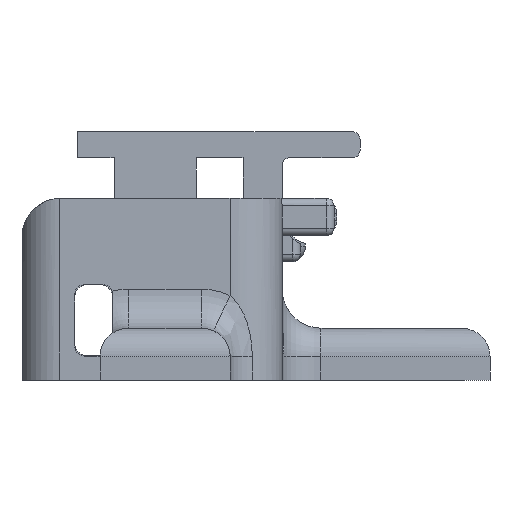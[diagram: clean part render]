
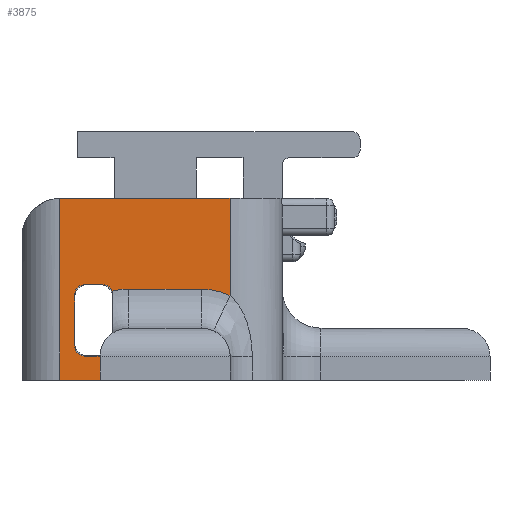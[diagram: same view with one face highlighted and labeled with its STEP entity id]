
A CAD part, left-side view. The second image highlights one B-rep face of the part: STEP entity #3875.
In plain terms, the highlighted planar face has unit normal (-1, 0, 0).
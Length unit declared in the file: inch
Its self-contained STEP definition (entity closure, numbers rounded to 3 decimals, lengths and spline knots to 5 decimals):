
#45 = AXIS2_PLACEMENT_3D ( 'NONE', #10805, #4770, #11802 ) ;
#48 = EDGE_CURVE ( 'NONE', #11865, #4696, #8828, .T. ) ;
#143 = ORIENTED_EDGE ( 'NONE', *, *, #12508, .T. ) ;
#208 = CARTESIAN_POINT ( 'NONE',  ( -0.7, 0.50338, -0.21284 ) ) ;
#241 = DIRECTION ( 'NONE',  ( 0., -1., 0. ) ) ;
#270 = DIRECTION ( 'NONE',  ( 1., 0., 0. ) ) ;
#555 = CARTESIAN_POINT ( 'NONE',  ( -0.7, 0.60783, -0.46235 ) ) ;
#671 = VECTOR ( 'NONE', #8646, 39.37008 ) ;
#741 = VERTEX_POINT ( 'NONE', #11081 ) ;
#778 = ORIENTED_EDGE ( 'NONE', *, *, #5349, .T. ) ;
#786 = CIRCLE ( 'NONE', #10240, 0.26 ) ;
#849 = DIRECTION ( 'NONE',  ( 1., 0., 0. ) ) ;
#889 = CIRCLE ( 'NONE', #4914, 0.11 ) ;
#903 = EDGE_CURVE ( 'NONE', #6925, #10572, #3410, .T. ) ;
#1022 = CARTESIAN_POINT ( 'NONE',  ( -0.7, 0.55, -0.555 ) ) ;
#1223 = CARTESIAN_POINT ( 'NONE',  ( -0.7, 0.64783, -0.42235 ) ) ;
#1256 = ORIENTED_EDGE ( 'NONE', *, *, #12298, .T. ) ;
#1283 = VERTEX_POINT ( 'NONE', #11584 ) ;
#1454 = DIRECTION ( 'NONE',  ( 0., 1., 0. ) ) ;
#1479 = EDGE_CURVE ( 'NONE', #741, #11865, #3813, .T. ) ;
#1528 = EDGE_CURVE ( 'NONE', #12650, #2977, #786, .T. ) ;
#1566 = CARTESIAN_POINT ( 'NONE',  ( -0.7, 0.64783, -0.46235 ) ) ;
#1646 = LINE ( 'NONE', #5980, #9097 ) ;
#1740 = VERTEX_POINT ( 'NONE', #12303 ) ;
#1752 = VERTEX_POINT ( 'NONE', #1223 ) ;
#1913 = ORIENTED_EDGE ( 'NONE', *, *, #7969, .F. ) ;
#1926 = VECTOR ( 'NONE', #1454, 39.37008 ) ;
#2046 = DIRECTION ( 'NONE',  ( 0., 0., -1. ) ) ;
#2246 = AXIS2_PLACEMENT_3D ( 'NONE', #5987, #13042, #7010 ) ;
#2293 = CARTESIAN_POINT ( 'NONE',  ( -0.7, 0.64783, -0.46235 ) ) ;
#2518 = ORIENTED_EDGE ( 'NONE', *, *, #12430, .T. ) ;
#2660 = CARTESIAN_POINT ( 'NONE',  ( -0.7, -0.15, 0.145 ) ) ;
#2835 = VERTEX_POINT ( 'NONE', #7973 ) ;
#2977 = VERTEX_POINT ( 'NONE', #9555 ) ;
#3008 = CARTESIAN_POINT ( 'NONE',  ( -0.7, 0., 0. ) ) ;
#3129 = AXIS2_PLACEMENT_3D ( 'NONE', #6359, #270, #7379 ) ;
#3319 = ORIENTED_EDGE ( 'NONE', *, *, #48, .T. ) ;
#3329 = CARTESIAN_POINT ( 'NONE',  ( -0.7, 0.44, -0.465 ) ) ;
#3410 = LINE ( 'NONE', #7661, #8801 ) ;
#3594 = CARTESIAN_POINT ( 'NONE',  ( -0.7, 0.7, -0.005 ) ) ;
#3813 = CIRCLE ( 'NONE', #8225, 0.26 ) ;
#3815 = CARTESIAN_POINT ( 'NONE',  ( -0.7, 0.7, 0.145 ) ) ;
#3837 = EDGE_CURVE ( 'NONE', #1740, #7210, #9283, .T. ) ;
#3875 = ADVANCED_FACE ( 'NONE', ( #11021 ), #5008, .T. ) ;
#4030 = DIRECTION ( 'NONE',  ( 0., 0., 1. ) ) ;
#4075 = EDGE_CURVE ( 'NONE', #7282, #1283, #9129, .T. ) ;
#4192 = VECTOR ( 'NONE', #9447, 39.37008 ) ;
#4344 = DIRECTION ( 'NONE',  ( 0., 0., 1. ) ) ;
#4474 = CARTESIAN_POINT ( 'NONE',  ( -0.7, 0.60783, -0.1871 ) ) ;
#4618 = LINE ( 'NONE', #8523, #1926 ) ;
#4634 = DIRECTION ( 'NONE',  ( 0., 0., 1. ) ) ;
#4696 = VERTEX_POINT ( 'NONE', #10159 ) ;
#4770 = DIRECTION ( 'NONE',  ( 1., 0., 0. ) ) ;
#4914 = AXIS2_PLACEMENT_3D ( 'NONE', #3329, #10390, #4344 ) ;
#4997 = DIRECTION ( 'NONE',  ( 0., 0., -1. ) ) ;
#5008 = PLANE ( 'NONE',  #5638 ) ;
#5090 = ORIENTED_EDGE ( 'NONE', *, *, #6977, .F. ) ;
#5091 = VECTOR ( 'NONE', #2046, 39.37008 ) ;
#5236 = ORIENTED_EDGE ( 'NONE', *, *, #5280, .F. ) ;
#5280 = EDGE_CURVE ( 'NONE', #1740, #1752, #10810, .T. ) ;
#5349 = EDGE_CURVE ( 'NONE', #7282, #1752, #7198, .T. ) ;
#5395 = CARTESIAN_POINT ( 'NONE',  ( -0.7, 0., -0.205 ) ) ;
#5638 = AXIS2_PLACEMENT_3D ( 'NONE', #3008, #10081, #4030 ) ;
#5980 = CARTESIAN_POINT ( 'NONE',  ( -0.7, 0.70543, -0.555 ) ) ;
#5987 = CARTESIAN_POINT ( 'NONE',  ( -0.7, 0.60783, -0.2271 ) ) ;
#6008 = DIRECTION ( 'NONE',  ( 1., 0., 0. ) ) ;
#6337 = CARTESIAN_POINT ( 'NONE',  ( -0.7, 0.55, -0.465 ) ) ;
#6359 = CARTESIAN_POINT ( 'NONE',  ( -0.7, 0.54076, -0.2271 ) ) ;
#6796 = DIRECTION ( 'NONE',  ( 0., 0., 1. ) ) ;
#6883 = CIRCLE ( 'NONE', #3129, 0.04 ) ;
#6897 = LINE ( 'NONE', #5395, #4192 ) ;
#6925 = VERTEX_POINT ( 'NONE', #6975 ) ;
#6935 = CARTESIAN_POINT ( 'NONE',  ( -0.7, 0.16, -0.465 ) ) ;
#6975 = CARTESIAN_POINT ( 'NONE',  ( -0.7, 0.70543, -0.555 ) ) ;
#6977 = EDGE_CURVE ( 'NONE', #11190, #10572, #8105, .T. ) ;
#7010 = DIRECTION ( 'NONE',  ( 0., 0., 1. ) ) ;
#7059 = EDGE_LOOP ( 'NONE', ( #143, #2518, #7748, #12782, #5090, #12482, #11534, #778, #5236, #12634, #1913, #1256, #9190, #12799, #13138, #3319 ) ) ;
#7198 = CIRCLE ( 'NONE', #45, 0.04 ) ;
#7210 = VERTEX_POINT ( 'NONE', #4474 ) ;
#7282 = VERTEX_POINT ( 'NONE', #555 ) ;
#7379 = DIRECTION ( 'NONE',  ( 0., 0., 1. ) ) ;
#7661 = CARTESIAN_POINT ( 'NONE',  ( -0.7, -0.15, -0.555 ) ) ;
#7748 = ORIENTED_EDGE ( 'NONE', *, *, #12069, .T. ) ;
#7958 = DIRECTION ( 'NONE',  ( 0., 0., 1. ) ) ;
#7969 = EDGE_CURVE ( 'NONE', #2835, #7210, #4618, .T. ) ;
#7973 = CARTESIAN_POINT ( 'NONE',  ( -0.7, 0.54076, -0.1871 ) ) ;
#7993 = CIRCLE ( 'NONE', #9909, 0.15 ) ;
#8105 = LINE ( 'NONE', #1022, #5091 ) ;
#8225 = AXIS2_PLACEMENT_3D ( 'NONE', #6935, #849, #7958 ) ;
#8498 = VECTOR ( 'NONE', #6796, 39.37008 ) ;
#8523 = CARTESIAN_POINT ( 'NONE',  ( -0.7, 0.64783, -0.1871 ) ) ;
#8646 = DIRECTION ( 'NONE',  ( 0., 0., -1. ) ) ;
#8668 = DIRECTION ( 'NONE',  ( 0., -1., 0. ) ) ;
#8801 = VECTOR ( 'NONE', #8668, 39.37008 ) ;
#8828 = LINE ( 'NONE', #12829, #8498 ) ;
#9097 = VECTOR ( 'NONE', #4997, 39.37008 ) ;
#9129 = LINE ( 'NONE', #2293, #11783 ) ;
#9190 = ORIENTED_EDGE ( 'NONE', *, *, #1528, .T. ) ;
#9283 = CIRCLE ( 'NONE', #2246, 0.04 ) ;
#9391 = VECTOR ( 'NONE', #12773, 39.37008 ) ;
#9447 = DIRECTION ( 'NONE',  ( 0., -1., 0. ) ) ;
#9555 = CARTESIAN_POINT ( 'NONE',  ( -0.7, 0.44, -0.205 ) ) ;
#9802 = VERTEX_POINT ( 'NONE', #3815 ) ;
#9909 = AXIS2_PLACEMENT_3D ( 'NONE', #3594, #10664, #4634 ) ;
#10081 = DIRECTION ( 'NONE',  ( -1., 0., 0. ) ) ;
#10159 = CARTESIAN_POINT ( 'NONE',  ( -0.7, 0.05, 0.145 ) ) ;
#10240 = AXIS2_PLACEMENT_3D ( 'NONE', #12032, #6008, #13061 ) ;
#10257 = EDGE_CURVE ( 'NONE', #11190, #1283, #889, .T. ) ;
#10390 = DIRECTION ( 'NONE',  ( 1., 0., 0. ) ) ;
#10463 = CARTESIAN_POINT ( 'NONE',  ( -0.7, 0.05, -0.22942 ) ) ;
#10572 = VERTEX_POINT ( 'NONE', #12908 ) ;
#10626 = CARTESIAN_POINT ( 'NONE',  ( -0.7, 0.70543, 0.1449 ) ) ;
#10664 = DIRECTION ( 'NONE',  ( -1., 0., 0. ) ) ;
#10805 = CARTESIAN_POINT ( 'NONE',  ( -0.7, 0.60783, -0.42235 ) ) ;
#10810 = LINE ( 'NONE', #1566, #671 ) ;
#11021 = FACE_OUTER_BOUND ( 'NONE', #7059, .T. ) ;
#11081 = CARTESIAN_POINT ( 'NONE',  ( -0.7, 0.16, -0.205 ) ) ;
#11190 = VERTEX_POINT ( 'NONE', #6337 ) ;
#11534 = ORIENTED_EDGE ( 'NONE', *, *, #4075, .F. ) ;
#11584 = CARTESIAN_POINT ( 'NONE',  ( -0.7, 0.54997, -0.46235 ) ) ;
#11783 = VECTOR ( 'NONE', #241, 39.37008 ) ;
#11802 = DIRECTION ( 'NONE',  ( 0., 0., 1. ) ) ;
#11859 = EDGE_CURVE ( 'NONE', #2977, #741, #6897, .T. ) ;
#11865 = VERTEX_POINT ( 'NONE', #10463 ) ;
#12032 = CARTESIAN_POINT ( 'NONE',  ( -0.7, 0.44, -0.465 ) ) ;
#12065 = LINE ( 'NONE', #2660, #9391 ) ;
#12069 = EDGE_CURVE ( 'NONE', #12412, #6925, #1646, .T. ) ;
#12298 = EDGE_CURVE ( 'NONE', #2835, #12650, #6883, .T. ) ;
#12303 = CARTESIAN_POINT ( 'NONE',  ( -0.7, 0.64783, -0.2271 ) ) ;
#12412 = VERTEX_POINT ( 'NONE', #10626 ) ;
#12430 = EDGE_CURVE ( 'NONE', #9802, #12412, #7993, .T. ) ;
#12482 = ORIENTED_EDGE ( 'NONE', *, *, #10257, .T. ) ;
#12508 = EDGE_CURVE ( 'NONE', #4696, #9802, #12065, .T. ) ;
#12634 = ORIENTED_EDGE ( 'NONE', *, *, #3837, .T. ) ;
#12650 = VERTEX_POINT ( 'NONE', #208 ) ;
#12773 = DIRECTION ( 'NONE',  ( 0., 1., 0. ) ) ;
#12782 = ORIENTED_EDGE ( 'NONE', *, *, #903, .T. ) ;
#12799 = ORIENTED_EDGE ( 'NONE', *, *, #11859, .T. ) ;
#12829 = CARTESIAN_POINT ( 'NONE',  ( -0.7, 0.05, 0.145 ) ) ;
#12908 = CARTESIAN_POINT ( 'NONE',  ( -0.7, 0.55, -0.555 ) ) ;
#13042 = DIRECTION ( 'NONE',  ( 1., 0., 0. ) ) ;
#13061 = DIRECTION ( 'NONE',  ( 0., 0., 1. ) ) ;
#13138 = ORIENTED_EDGE ( 'NONE', *, *, #1479, .T. ) ;
